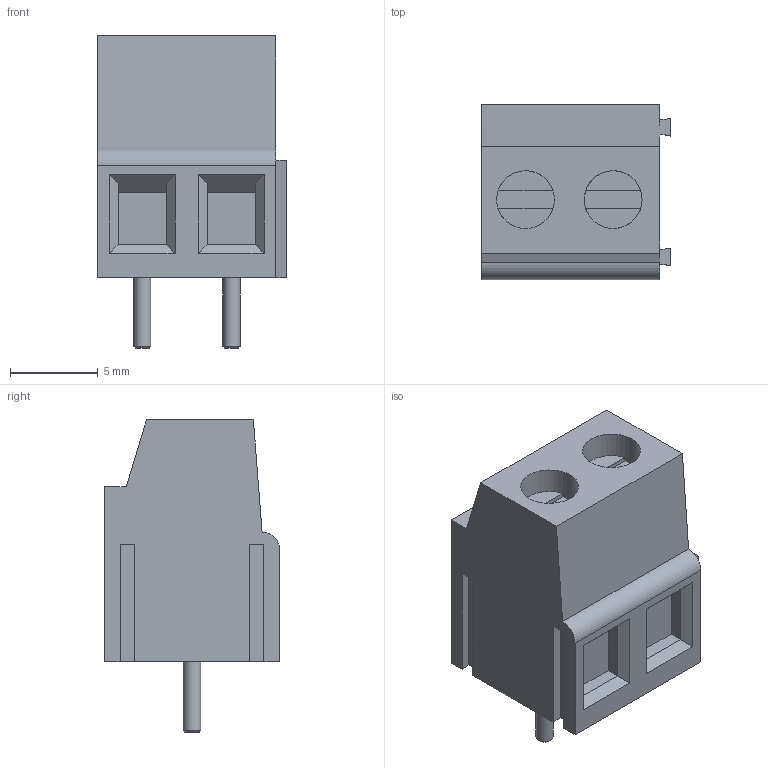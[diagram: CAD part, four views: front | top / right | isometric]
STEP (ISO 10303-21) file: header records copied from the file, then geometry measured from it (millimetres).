
FILE_DESCRIPTION(/* description */ (''),/* implementation_level */ '2;1');
FILE_NAME(/* name */ 'TerminalBlock_Green.step',/* time_stamp */ '2020-03-05T21:47:07+01:00',/* author */ (''),/* organization */ (''),/* preprocessor_version */ 'ST-DEVELOPER v18',/* originating_system */ 'Autodesk Translation Framework v8.12.0.6',/* authorisation */ '');
FILE_SCHEMA (('AUTOMOTIVE_DESIGN { 1 0 10303 214 3 1 1 }'));
Length unit declared in the file: millimetre
Products named in the file (1): TerminalBlock_Green
Bounding box: 10.76 x 10 x 17.8 mm (x, y, z)
Volume: 1201 mm3; surface area: 835.5 mm2
Topology: 3 solids, 3 shells, 64 faces, 158 edges, 104 vertices
Faces by surface type: plane 57, cylinder 5, cone 2
Full cylindrical faces by diameter (mm): 1 x2, 3.3 x2
Entity records: 1929 total; most frequent: CARTESIAN_POINT 327, ORIENTED_EDGE 316, DIRECTION 310, EDGE_CURVE 158, LINE 136, VECTOR 136, VERTEX_POINT 104, AXIS2_PLACEMENT_3D 87
